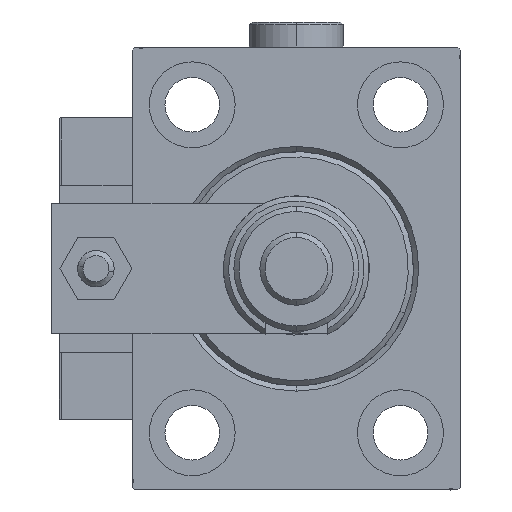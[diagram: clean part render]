
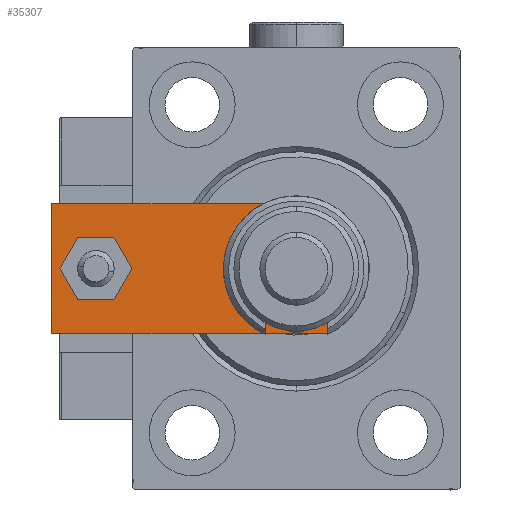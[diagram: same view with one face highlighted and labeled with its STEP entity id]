
A CAD part, left-side view. The second image highlights one B-rep face of the part: STEP entity #35307.
In plain terms, the highlighted face is planar.
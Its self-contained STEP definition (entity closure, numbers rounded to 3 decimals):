
#17 = AXIS2_PLACEMENT_3D ( 'NONE', #37316, #7467, #53766 ) ;
#377 = EDGE_CURVE ( 'NONE', #17393, #23737, #23739, .T. ) ;
#1985 = ORIENTED_EDGE ( 'NONE', *, *, #43044, .T. ) ;
#2924 = ORIENTED_EDGE ( 'NONE', *, *, #45903, .F. ) ;
#4367 = CARTESIAN_POINT ( 'NONE',  ( 2.75, -2.75, 6. ) ) ;
#4612 = EDGE_LOOP ( 'NONE', ( #13082, #49160 ) ) ;
#5381 = DIRECTION ( 'NONE',  ( 0., -1., 0. ) ) ;
#7170 = VERTEX_POINT ( 'NONE', #22173 ) ;
#7467 = DIRECTION ( 'NONE',  ( 0., 0., 1. ) ) ;
#7555 = VECTOR ( 'NONE', #51882, 1000. ) ;
#8655 = VECTOR ( 'NONE', #53046, 1000. ) ;
#10271 = EDGE_CURVE ( 'NONE', #25475, #49303, #25640, .T. ) ;
#10540 = AXIS2_PLACEMENT_3D ( 'NONE', #45676, #11973, #40462 ) ;
#10915 = CARTESIAN_POINT ( 'NONE',  ( -5.5, 0., 6. ) ) ;
#11258 = ORIENTED_EDGE ( 'NONE', *, *, #15096, .T. ) ;
#11725 = DIRECTION ( 'NONE',  ( 0.707, -0.707, 0. ) ) ;
#11973 = DIRECTION ( 'NONE',  ( 0., 0., 1. ) ) ;
#12116 = FACE_BOUND ( 'NONE', #4612, .T. ) ;
#12321 = EDGE_CURVE ( 'NONE', #49303, #25475, #39676, .T. ) ;
#12359 = EDGE_CURVE ( 'NONE', #13401, #18635, #22327, .T. ) ;
#13082 = ORIENTED_EDGE ( 'NONE', *, *, #12321, .F. ) ;
#13401 = VERTEX_POINT ( 'NONE', #46919 ) ;
#13617 = CIRCLE ( 'NONE', #46972, 8.25 ) ;
#14246 = EDGE_LOOP ( 'NONE', ( #1985, #11258, #21798, #51103, #43706, #45050 ) ) ;
#14881 = CARTESIAN_POINT ( 'NONE',  ( 12.5, 0., 6. ) ) ;
#15096 = EDGE_CURVE ( 'NONE', #28733, #17393, #36926, .T. ) ;
#16876 = AXIS2_PLACEMENT_3D ( 'NONE', #45734, #24369, #28754 ) ;
#16919 = CARTESIAN_POINT ( 'NONE',  ( -12.5, 60., 6. ) ) ;
#17003 = DIRECTION ( 'NONE',  ( 1., 0., 0. ) ) ;
#17393 = VERTEX_POINT ( 'NONE', #10915 ) ;
#18452 = EDGE_CURVE ( 'NONE', #42412, #7170, #26299, .T. ) ;
#18635 = VERTEX_POINT ( 'NONE', #16919 ) ;
#19454 = DIRECTION ( 'NONE',  ( 0., 0., 1. ) ) ;
#20365 = FACE_OUTER_BOUND ( 'NONE', #14246, .T. ) ;
#21323 = AXIS2_PLACEMENT_3D ( 'NONE', #38336, #50962, #17003 ) ;
#21339 = LINE ( 'NONE', #4367, #33592 ) ;
#21798 = ORIENTED_EDGE ( 'NONE', *, *, #377, .T. ) ;
#22173 = CARTESIAN_POINT ( 'NONE',  ( -8.25, 13., 6. ) ) ;
#22327 = LINE ( 'NONE', #42054, #37016 ) ;
#23737 = VERTEX_POINT ( 'NONE', #31666 ) ;
#23739 = LINE ( 'NONE', #24014, #8655 ) ;
#24014 = CARTESIAN_POINT ( 'NONE',  ( -12.5, 0., 6. ) ) ;
#24369 = DIRECTION ( 'NONE',  ( 0., 0., 1. ) ) ;
#24657 = EDGE_LOOP ( 'NONE', ( #2924, #42468 ) ) ;
#24729 = PLANE ( 'NONE',  #17 ) ;
#25380 = CARTESIAN_POINT ( 'NONE',  ( -12.5, 60., 6. ) ) ;
#25475 = VERTEX_POINT ( 'NONE', #39519 ) ;
#25640 = CIRCLE ( 'NONE', #16876, 4. ) ;
#26299 = CIRCLE ( 'NONE', #10540, 8.25 ) ;
#26480 = EDGE_CURVE ( 'NONE', #40087, #13401, #38737, .T. ) ;
#26543 = VECTOR ( 'NONE', #11725, 1000. ) ;
#28733 = VERTEX_POINT ( 'NONE', #44832 ) ;
#28754 = DIRECTION ( 'NONE',  ( 1., 0., 0. ) ) ;
#31666 = CARTESIAN_POINT ( 'NONE',  ( 5.5, 0., 6. ) ) ;
#32685 = FACE_BOUND ( 'NONE', #24657, .T. ) ;
#33592 = VECTOR ( 'NONE', #46253, 1000. ) ;
#35307 = ADVANCED_FACE ( 'NONE', ( #12116, #20365, #32685 ), #24729, .T. ) ;
#35393 = CARTESIAN_POINT ( 'NONE',  ( 8.25, 13., 6. ) ) ;
#36137 = DIRECTION ( 'NONE',  ( 1., 0., 0. ) ) ;
#36926 = LINE ( 'NONE', #53649, #26543 ) ;
#37016 = VECTOR ( 'NONE', #42871, 1000. ) ;
#37316 = CARTESIAN_POINT ( 'NONE',  ( 0., 0., 6. ) ) ;
#37603 = CARTESIAN_POINT ( 'NONE',  ( 12.5, 7., 6. ) ) ;
#38336 = CARTESIAN_POINT ( 'NONE',  ( 0., 51.5, 6. ) ) ;
#38737 = LINE ( 'NONE', #14881, #7555 ) ;
#39519 = CARTESIAN_POINT ( 'NONE',  ( 4., 51.5, 6. ) ) ;
#39676 = CIRCLE ( 'NONE', #21323, 4. ) ;
#40087 = VERTEX_POINT ( 'NONE', #37603 ) ;
#40246 = CARTESIAN_POINT ( 'NONE',  ( 0., 13., 6. ) ) ;
#40462 = DIRECTION ( 'NONE',  ( 1., 0., 0. ) ) ;
#42054 = CARTESIAN_POINT ( 'NONE',  ( 12.5, 60., 6. ) ) ;
#42412 = VERTEX_POINT ( 'NONE', #35393 ) ;
#42468 = ORIENTED_EDGE ( 'NONE', *, *, #18452, .F. ) ;
#42497 = CARTESIAN_POINT ( 'NONE',  ( -4., 51.5, 6. ) ) ;
#42871 = DIRECTION ( 'NONE',  ( -1., 0., 0. ) ) ;
#42903 = LINE ( 'NONE', #25380, #43922 ) ;
#43044 = EDGE_CURVE ( 'NONE', #18635, #28733, #42903, .T. ) ;
#43706 = ORIENTED_EDGE ( 'NONE', *, *, #26480, .T. ) ;
#43830 = EDGE_CURVE ( 'NONE', #23737, #40087, #21339, .T. ) ;
#43922 = VECTOR ( 'NONE', #5381, 1000. ) ;
#44832 = CARTESIAN_POINT ( 'NONE',  ( -12.5, 7., 6. ) ) ;
#45050 = ORIENTED_EDGE ( 'NONE', *, *, #12359, .T. ) ;
#45676 = CARTESIAN_POINT ( 'NONE',  ( 0., 13., 6. ) ) ;
#45734 = CARTESIAN_POINT ( 'NONE',  ( 0., 51.5, 6. ) ) ;
#45903 = EDGE_CURVE ( 'NONE', #7170, #42412, #13617, .T. ) ;
#46253 = DIRECTION ( 'NONE',  ( 0.707, 0.707, 0. ) ) ;
#46919 = CARTESIAN_POINT ( 'NONE',  ( 12.5, 60., 6. ) ) ;
#46972 = AXIS2_PLACEMENT_3D ( 'NONE', #40246, #19454, #36137 ) ;
#49160 = ORIENTED_EDGE ( 'NONE', *, *, #10271, .F. ) ;
#49303 = VERTEX_POINT ( 'NONE', #42497 ) ;
#50962 = DIRECTION ( 'NONE',  ( 0., 0., 1. ) ) ;
#51103 = ORIENTED_EDGE ( 'NONE', *, *, #43830, .T. ) ;
#51882 = DIRECTION ( 'NONE',  ( 0., 1., 0. ) ) ;
#53046 = DIRECTION ( 'NONE',  ( 1., 0., 0. ) ) ;
#53649 = CARTESIAN_POINT ( 'NONE',  ( -2.75, -2.75, 6. ) ) ;
#53766 = DIRECTION ( 'NONE',  ( 1., 0., 0. ) ) ;
